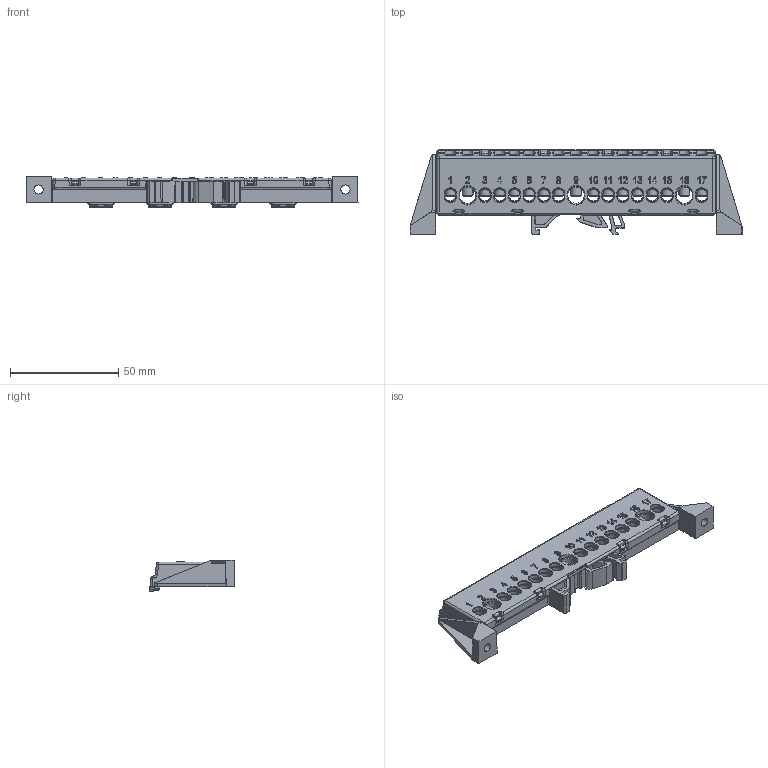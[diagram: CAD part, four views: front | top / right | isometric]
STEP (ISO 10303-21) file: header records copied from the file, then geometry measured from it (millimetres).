
FILE_DESCRIPTION (( 'STEP AP214' ), '1' );
FILE_NAME ('KSN-2-8x12-17.STEP', '2023-11-03T08:07:48', ( '' ), ( '' ), 'SwSTEP 2.0', 'SolidWorks 2022', '' );
FILE_SCHEMA (( 'AUTOMOTIVE_DESIGN' ));
Length unit declared in the file: millimetre
Products named in the file (6): Винт М5х10_20140212; BHBT-3-8x12.17.00; BHBT-3-8x12.17.01; Cover 17; Holder8x12-17-уклоны_уклоны; KSN-2-8x12-17
Assembly tree (21 placements, depth 3):
  KSN-2-8x12-17
    Holder8x12-17-уклоны_уклоны
    Cover 17
    BHBT-3-8x12.17.00
      BHBT-3-8x12.17.01
      Винт М5х10_20140212  x17
Bounding box: 153.17 x 39.21 x 14.7 mm (x, y, z)
Volume: 30908.1 mm3; surface area: 36091 mm2
Topology: 20 solids, 20 shells, 2468 faces, 6752 edges, 4312 vertices
Faces by surface type: plane 1144, cylinder 557, cone 328, torus 246, bspline 177, sphere 16
Entity records: 62903 total; most frequent: CARTESIAN_POINT 22111, ORIENTED_EDGE 9188, DIRECTION 7374, EDGE_CURVE 4594, VERTEX_POINT 2950, LINE 2702, VECTOR 2702, AXIS2_PLACEMENT_3D 2336
